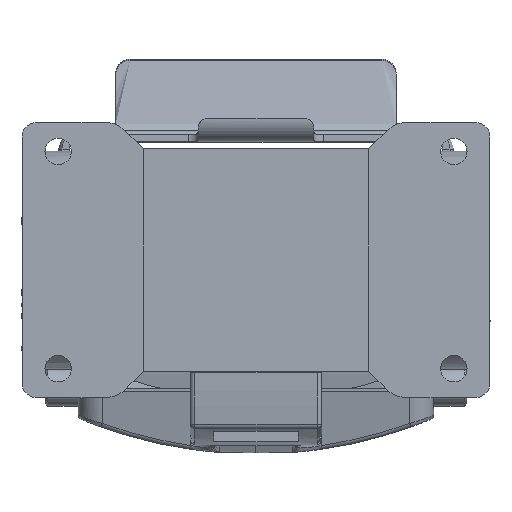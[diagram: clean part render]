
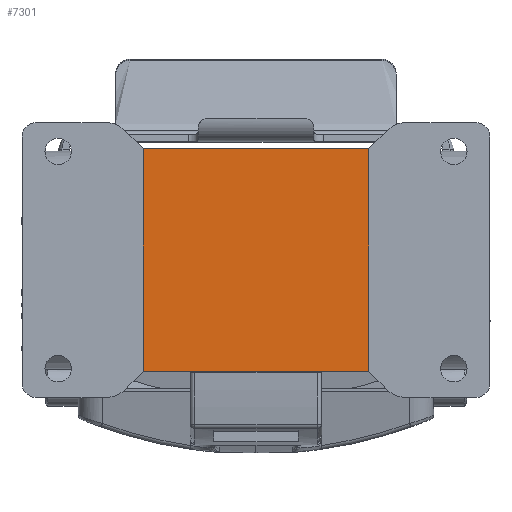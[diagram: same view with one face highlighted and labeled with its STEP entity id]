
A CAD part, front view. The second image highlights one B-rep face of the part: STEP entity #7301.
In plain terms, the highlighted planar face has unit normal (0, -1, 0).
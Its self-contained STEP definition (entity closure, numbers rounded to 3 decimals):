
#1402 = FACE_OUTER_BOUND ( 'NONE', #4096, .T. ) ;
#2272 = ORIENTED_EDGE ( 'NONE', *, *, #12437, .F. ) ;
#3448 = ORIENTED_EDGE ( 'NONE', *, *, #21016, .T. ) ;
#4096 = EDGE_LOOP ( 'NONE', ( #2272, #3448, #5333, #12408 ) ) ;
#4990 = VECTOR ( 'NONE', #21279, 1000. ) ;
#5333 = ORIENTED_EDGE ( 'NONE', *, *, #22597, .F. ) ;
#6038 = CARTESIAN_POINT ( 'NONE',  ( 23.34, -73., -23.084 ) ) ;
#6041 = DIRECTION ( 'NONE',  ( 0., 0., -1. ) ) ;
#6158 = CARTESIAN_POINT ( 'NONE',  ( 31.825, -73., 23.084 ) ) ;
#6167 = VERTEX_POINT ( 'NONE', #21366 ) ;
#7220 = LINE ( 'NONE', #17643, #17517 ) ;
#7301 = ADVANCED_FACE ( 'NONE', ( #1402 ), #11439, .F. ) ;
#7593 = CARTESIAN_POINT ( 'NONE',  ( 23.34, -73., 23.084 ) ) ;
#7652 = DIRECTION ( 'NONE',  ( 0., 1., 0. ) ) ;
#9595 = LINE ( 'NONE', #6158, #24402 ) ;
#10416 = VERTEX_POINT ( 'NONE', #6038 ) ;
#11164 = LINE ( 'NONE', #21006, #21404 ) ;
#11439 = PLANE ( 'NONE',  #23359 ) ;
#12408 = ORIENTED_EDGE ( 'NONE', *, *, #12851, .F. ) ;
#12437 = EDGE_CURVE ( 'NONE', #20872, #20101, #9595, .T. ) ;
#12851 = EDGE_CURVE ( 'NONE', #20101, #10416, #7220, .T. ) ;
#15118 = DIRECTION ( 'NONE',  ( -1., 0., 0. ) ) ;
#16690 = CARTESIAN_POINT ( 'NONE',  ( -23.34, -73., 23.084 ) ) ;
#17517 = VECTOR ( 'NONE', #6041, 1000. ) ;
#17643 = CARTESIAN_POINT ( 'NONE',  ( 23.34, -73., 16.81 ) ) ;
#19246 = CARTESIAN_POINT ( 'NONE',  ( 31.825, -73., 16.81 ) ) ;
#19365 = CARTESIAN_POINT ( 'NONE',  ( -23.34, -73., 16.81 ) ) ;
#20101 = VERTEX_POINT ( 'NONE', #7593 ) ;
#20364 = LINE ( 'NONE', #19365, #4990 ) ;
#20872 = VERTEX_POINT ( 'NONE', #16690 ) ;
#21006 = CARTESIAN_POINT ( 'NONE',  ( 31.825, -73., -23.084 ) ) ;
#21016 = EDGE_CURVE ( 'NONE', #20872, #6167, #20364, .T. ) ;
#21149 = DIRECTION ( 'NONE',  ( 0., 0., 1. ) ) ;
#21279 = DIRECTION ( 'NONE',  ( 0., 0., -1. ) ) ;
#21366 = CARTESIAN_POINT ( 'NONE',  ( -23.34, -73., -23.084 ) ) ;
#21404 = VECTOR ( 'NONE', #15118, 1000. ) ;
#22597 = EDGE_CURVE ( 'NONE', #10416, #6167, #11164, .T. ) ;
#23359 = AXIS2_PLACEMENT_3D ( 'NONE', #19246, #7652, #21149 ) ;
#24104 = DIRECTION ( 'NONE',  ( 1., 0., 0. ) ) ;
#24402 = VECTOR ( 'NONE', #24104, 1000. ) ;
